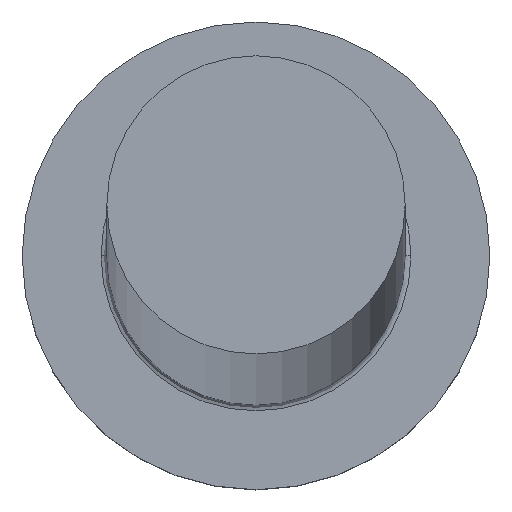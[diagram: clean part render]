
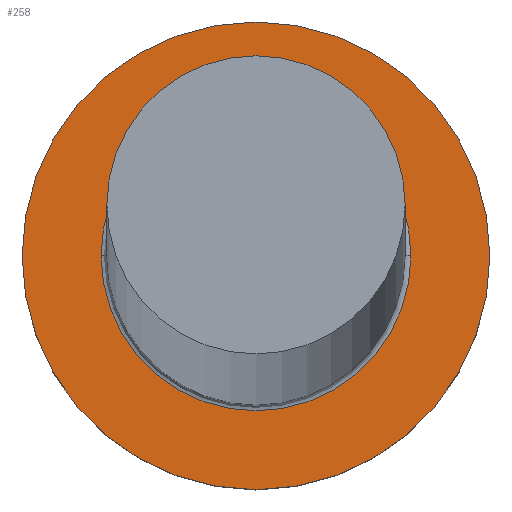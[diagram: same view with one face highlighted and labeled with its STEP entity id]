
A CAD part, top view. The second image highlights one B-rep face of the part: STEP entity #258.
In plain terms, the highlighted planar face has unit normal (0, 0, 1).
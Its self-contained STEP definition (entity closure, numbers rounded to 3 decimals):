
#1 = VERTEX_POINT ( 'NONE', #150 ) ;
#10 = ORIENTED_EDGE ( 'NONE', *, *, #285, .T. ) ;
#17 = CARTESIAN_POINT ( 'NONE',  ( 0., 0., 5. ) ) ;
#19 = DIRECTION ( 'NONE',  ( 0., 0., -1. ) ) ;
#57 = DIRECTION ( 'NONE',  ( 0., 0., -1. ) ) ;
#59 = VERTEX_POINT ( 'NONE', #166 ) ;
#62 = DIRECTION ( 'NONE',  ( 1., 0., 0. ) ) ;
#73 = CIRCLE ( 'NONE', #240, 5.3 ) ;
#79 = FACE_BOUND ( 'NONE', #169, .T. ) ;
#80 = CIRCLE ( 'NONE', #163, 5.3 ) ;
#83 = FACE_OUTER_BOUND ( 'NONE', #226, .T. ) ;
#124 = PLANE ( 'NONE',  #279 ) ;
#134 = CIRCLE ( 'NONE', #305, 8. ) ;
#143 = EDGE_CURVE ( 'NONE', #59, #1, #80, .T. ) ;
#144 = AXIS2_PLACEMENT_3D ( 'NONE', #255, #293, #62 ) ;
#145 = EDGE_CURVE ( 'NONE', #160, #183, #134, .T. ) ;
#150 = CARTESIAN_POINT ( 'NONE',  ( -5.3, 0., 5. ) ) ;
#154 = DIRECTION ( 'NONE',  ( 1., 0., 0. ) ) ;
#155 = CARTESIAN_POINT ( 'NONE',  ( 0., 0., 5. ) ) ;
#159 = DIRECTION ( 'NONE',  ( 0., 0., 1. ) ) ;
#160 = VERTEX_POINT ( 'NONE', #181 ) ;
#163 = AXIS2_PLACEMENT_3D ( 'NONE', #231, #19, #230 ) ;
#166 = CARTESIAN_POINT ( 'NONE',  ( 5.3, 0., 5. ) ) ;
#169 = EDGE_LOOP ( 'NONE', ( #221, #175 ) ) ;
#175 = ORIENTED_EDGE ( 'NONE', *, *, #287, .T. ) ;
#181 = CARTESIAN_POINT ( 'NONE',  ( -8., 0., 5. ) ) ;
#183 = VERTEX_POINT ( 'NONE', #280 ) ;
#194 = DIRECTION ( 'NONE',  ( 0., 0., 1. ) ) ;
#218 = DIRECTION ( 'NONE',  ( 1., 0., 0. ) ) ;
#221 = ORIENTED_EDGE ( 'NONE', *, *, #143, .T. ) ;
#226 = EDGE_LOOP ( 'NONE', ( #251, #10 ) ) ;
#230 = DIRECTION ( 'NONE',  ( 1., 0., 0. ) ) ;
#231 = CARTESIAN_POINT ( 'NONE',  ( 0., 0., 5. ) ) ;
#240 = AXIS2_PLACEMENT_3D ( 'NONE', #250, #57, #218 ) ;
#250 = CARTESIAN_POINT ( 'NONE',  ( 0., 0., 5. ) ) ;
#251 = ORIENTED_EDGE ( 'NONE', *, *, #145, .T. ) ;
#255 = CARTESIAN_POINT ( 'NONE',  ( 0., 0., 5. ) ) ;
#258 = ADVANCED_FACE ( 'NONE', ( #79, #83 ), #124, .T. ) ;
#275 = DIRECTION ( 'NONE',  ( 1., 0., 0. ) ) ;
#279 = AXIS2_PLACEMENT_3D ( 'NONE', #155, #194, #275 ) ;
#280 = CARTESIAN_POINT ( 'NONE',  ( 8., 0., 5. ) ) ;
#285 = EDGE_CURVE ( 'NONE', #183, #160, #289, .T. ) ;
#287 = EDGE_CURVE ( 'NONE', #1, #59, #73, .T. ) ;
#289 = CIRCLE ( 'NONE', #144, 8. ) ;
#293 = DIRECTION ( 'NONE',  ( 0., 0., 1. ) ) ;
#305 = AXIS2_PLACEMENT_3D ( 'NONE', #17, #159, #154 ) ;
